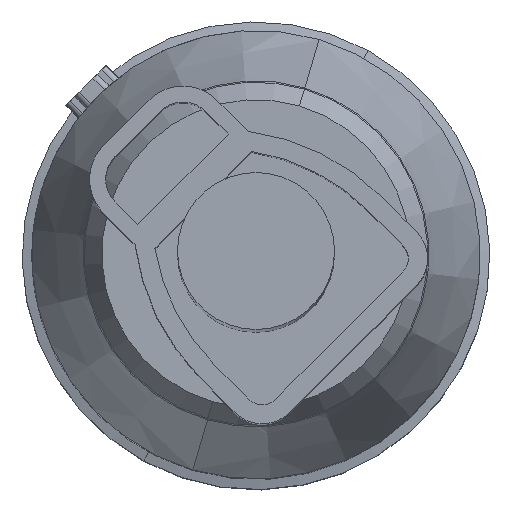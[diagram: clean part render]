
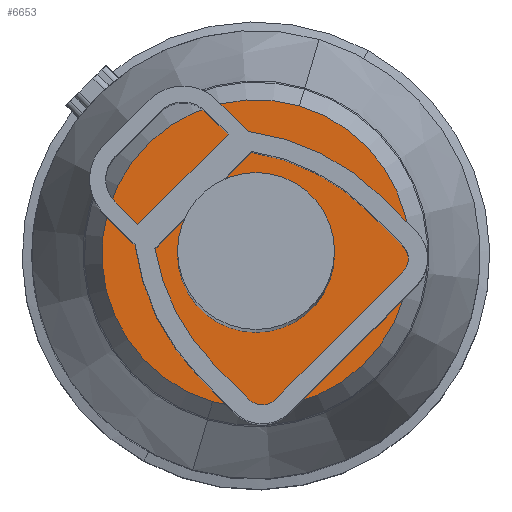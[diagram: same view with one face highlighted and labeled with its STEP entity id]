
A CAD part, top view. The second image highlights one B-rep face of the part: STEP entity #6653.
In plain terms, the highlighted planar face has unit normal (0, 0, 1).
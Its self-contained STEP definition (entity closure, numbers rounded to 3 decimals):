
#6588=AXIS2_PLACEMENT_3D('Circle Axis2P3D',#6586,#6587,$) ;
#6615=AXIS2_PLACEMENT_3D('Circle Axis2P3D',#6613,#6614,$) ;
#6629=AXIS2_PLACEMENT_3D('Plane Axis2P3D',#6626,#6627,#6628) ;
#6637=AXIS2_PLACEMENT_3D('Circle Axis2P3D',#6635,#6636,$) ;
#6646=AXIS2_PLACEMENT_3D('Circle Axis2P3D',#6644,#6645,$) ;
#6586=CARTESIAN_POINT('Axis2P3D Location',(7.3,7.3,44.)) ;
#6590=CARTESIAN_POINT('Vertex',(5.945,2.683,44.)) ;
#6592=CARTESIAN_POINT('Vertex',(8.655,11.917,44.)) ;
#6613=CARTESIAN_POINT('Axis2P3D Location',(7.3,7.3,44.)) ;
#6626=CARTESIAN_POINT('Axis2P3D Location',(10.702,10.702,44.)) ;
#6635=CARTESIAN_POINT('Axis2P3D Location',(7.3,7.3,44.)) ;
#6639=CARTESIAN_POINT('Vertex',(9.75,7.3,44.)) ;
#6641=CARTESIAN_POINT('Vertex',(4.85,7.3,44.)) ;
#6644=CARTESIAN_POINT('Axis2P3D Location',(7.3,7.3,44.)) ;
#6587=DIRECTION('Axis2P3D Direction',(0.,0.,-1.)) ;
#6614=DIRECTION('Axis2P3D Direction',(0.,0.,-1.)) ;
#6627=DIRECTION('Axis2P3D Direction',(0.,0.,1.)) ;
#6628=DIRECTION('Axis2P3D XDirection',(-0.707,0.707,0.)) ;
#6636=DIRECTION('Axis2P3D Direction',(0.,0.,1.)) ;
#6645=DIRECTION('Axis2P3D Direction',(0.,0.,1.)) ;
#6632=ORIENTED_EDGE('',*,*,#6617,.T.) ;
#6633=ORIENTED_EDGE('',*,*,#6594,.T.) ;
#6650=ORIENTED_EDGE('',*,*,#6643,.F.) ;
#6651=ORIENTED_EDGE('',*,*,#6648,.F.) ;
#6652=FACE_BOUND('',#6649,.T.) ;
#6653=ADVANCED_FACE('Hauptk\X2\00F6\X0\rper',(#6634,#6652),#6630,.T.) ;
#6589=CIRCLE('generated circle',#6588,4.811) ;
#6616=CIRCLE('generated circle',#6615,4.811) ;
#6638=CIRCLE('generated circle',#6637,2.45) ;
#6647=CIRCLE('generated circle',#6646,2.45) ;
#6594=EDGE_CURVE('',#6591,#6593,#6589,.F.) ;
#6617=EDGE_CURVE('',#6593,#6591,#6616,.F.) ;
#6643=EDGE_CURVE('',#6640,#6642,#6638,.T.) ;
#6648=EDGE_CURVE('',#6642,#6640,#6647,.T.) ;
#6631=EDGE_LOOP('',(#6632,#6633)) ;
#6649=EDGE_LOOP('',(#6650,#6651)) ;
#6634=FACE_OUTER_BOUND('',#6631,.T.) ;
#6630=PLANE('',#6629) ;
#6591=VERTEX_POINT('',#6590) ;
#6593=VERTEX_POINT('',#6592) ;
#6640=VERTEX_POINT('',#6639) ;
#6642=VERTEX_POINT('',#6641) ;
